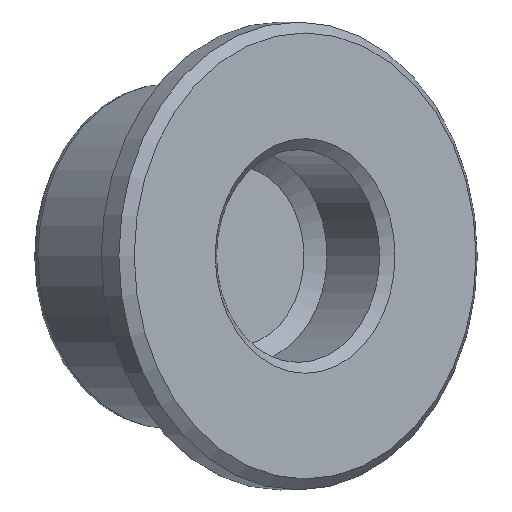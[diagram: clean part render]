
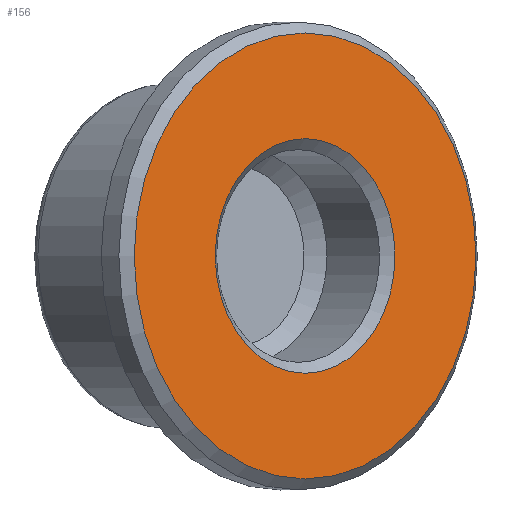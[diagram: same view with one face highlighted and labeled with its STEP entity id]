
A CAD part, top view. The second image highlights one B-rep face of the part: STEP entity #156.
In plain terms, the highlighted planar face has unit normal (0.643, 0, 0.766).
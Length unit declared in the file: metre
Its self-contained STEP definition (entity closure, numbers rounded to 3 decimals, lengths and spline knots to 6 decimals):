
#19=PLANE('',#190);
#29=ORIENTED_EDGE('',*,*,#57,.T.);
#30=ORIENTED_EDGE('',*,*,#58,.T.);
#57=EDGE_CURVE('',#71,#71,#85,.T.);
#58=EDGE_CURVE('',#72,#72,#86,.F.);
#71=VERTEX_POINT('',#288);
#72=VERTEX_POINT('',#290);
#85=CIRCLE('',#191,0.0043);
#86=CIRCLE('',#192,0.008175);
#99=EDGE_LOOP('',(#29));
#100=EDGE_LOOP('',(#30));
#127=FACE_BOUND('',#99,.T.);
#128=FACE_BOUND('',#100,.T.);
#156=ADVANCED_FACE('',(#127,#128),#19,.F.);
#190=AXIS2_PLACEMENT_3D('',#286,#230,#231);
#191=AXIS2_PLACEMENT_3D('',#287,#232,#233);
#192=AXIS2_PLACEMENT_3D('',#289,#234,#235);
#230=DIRECTION('',(-0.643,0.,-0.766));
#231=DIRECTION('',(0.766,0.,-0.643));
#232=DIRECTION('',(-0.643,0.,-0.766));
#233=DIRECTION('',(-0.766,0.,0.643));
#234=DIRECTION('',(-0.643,0.,-0.766));
#235=DIRECTION('',(-0.766,0.,0.643));
#286=CARTESIAN_POINT('',(0.013891,-0.00334,0.016732));
#287=CARTESIAN_POINT('',(0.013891,-0.00334,0.016732));
#288=CARTESIAN_POINT('',(0.010597,-0.00334,0.019496));
#289=CARTESIAN_POINT('',(0.013891,-0.00334,0.016732));
#290=CARTESIAN_POINT('',(0.007628,-0.00334,0.021986));
